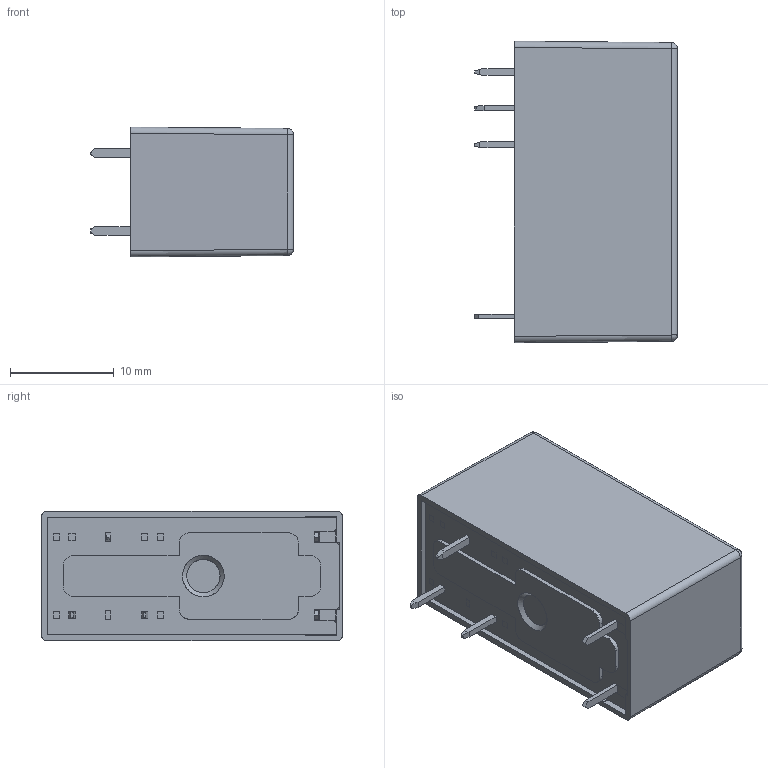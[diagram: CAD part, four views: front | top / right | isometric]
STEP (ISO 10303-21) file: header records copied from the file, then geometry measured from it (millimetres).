
FILE_DESCRIPTION(('STEP AP214'),'2;1');
FILE_NAME('4131.stp','2011-08-04T16:27:55',(''),(''),'2007.1.106','THINKDESIGN','');
FILE_SCHEMA(('AUTOMOTIVE_DESIGN'));
Length unit declared in the file: millimetre
Products named in the file (1): None
Bounding box: 19.5 x 29 x 12.5 mm (x, y, z)
Surface area: 3247.1 mm2 (no closed solid volume)
Topology: 0 solids, 0 shells, 151 faces, 871 edges, 883 vertices
Faces by surface type: plane 80, bspline 41, cylinder 30
Full cylindrical faces by diameter (mm): 0.6 x1
Entity records: 10287 total; most frequent: CARTESIAN_POINT 4084, DIRECTION 953, COMPOSITE_CURVE_SEGMENT 835, TRIMMED_CURVE 681, VECTOR 633, LINE 633, STYLED_ITEM 182, PRESENTATION_STYLE_ASSIGNMENT 182
